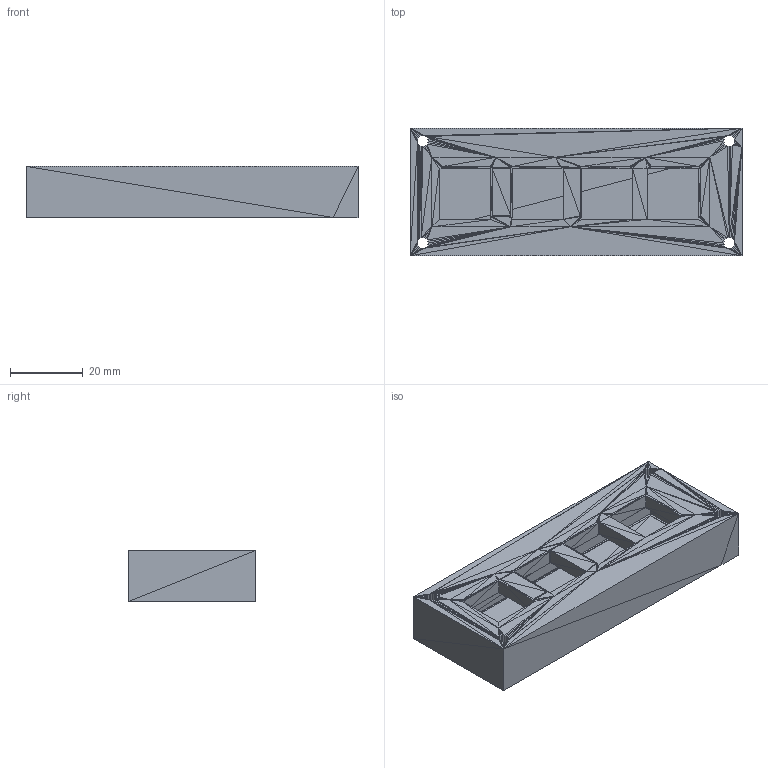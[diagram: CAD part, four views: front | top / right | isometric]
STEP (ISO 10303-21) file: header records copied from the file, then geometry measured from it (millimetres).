
FILE_DESCRIPTION((' '),'2;1');
FILE_NAME( 'mediacontrol.stp_ap203.stp', '2024-10-05T11:39:50', (' '), ('--- ---'), ' V2024.3 Jun 21 2024', ' 2024 (c)', ' ');
FILE_SCHEMA(('AP242_MANAGED_MODEL_BASED_3D_ENGINEERING_MIM_LF { 1 0 10303 442 1 1 4 }'));
Length unit declared in the file: millimetre
Products named in the file (1): Orphan_Brep_#44259
Bounding box: 91 x 35 x 14 mm (x, y, z)
Volume: 29190.1 mm3; surface area: 14503.3 mm2
Topology: 1 solids, 1 shells, 1702 faces, 2553 edges, 837 vertices
Faces by surface type: plane 1702
Entity records: 33181 total; most frequent: DIRECTION 5959, ORIENTED_EDGE 5106, CARTESIAN_POINT 5093, VECTOR 2553, LINE 2553, EDGE_CURVE 2553, AXIS2_PLACEMENT_3D 1703, EDGE_LOOP 1702
